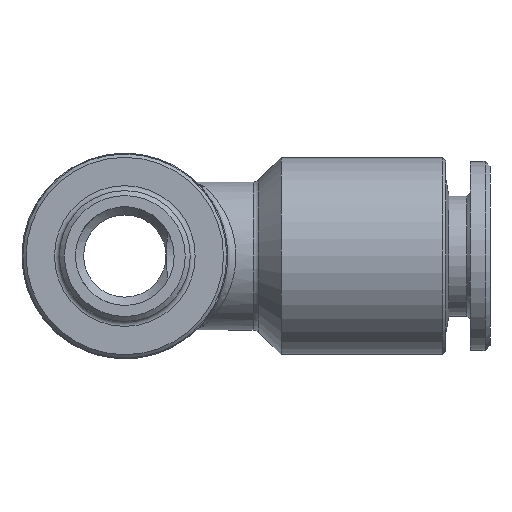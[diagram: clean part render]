
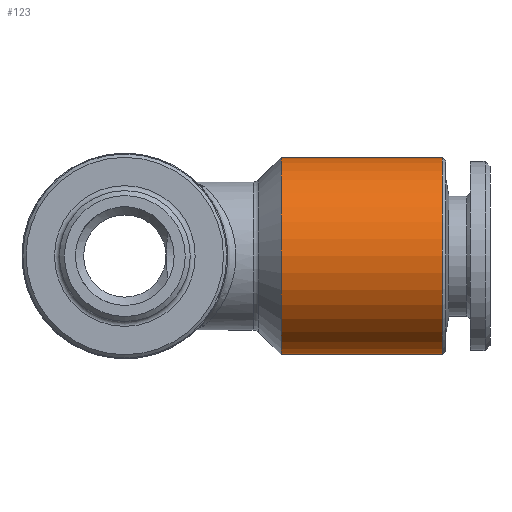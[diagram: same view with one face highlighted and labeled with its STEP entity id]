
A CAD part, front view. The second image highlights one B-rep face of the part: STEP entity #123.
In plain terms, the highlighted cylindrical face has radius 6 mm (diameter 12 mm), a full revolution.
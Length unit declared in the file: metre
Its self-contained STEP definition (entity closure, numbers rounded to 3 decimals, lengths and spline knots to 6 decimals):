
#123 = ADVANCED_FACE( 'NONE', ( #298, #299 ), #300, .T. );
#298 = FACE_OUTER_BOUND( '', #628, .T. );
#299 = FACE_OUTER_BOUND( '', #629, .T. );
#300 = CYLINDRICAL_SURFACE( '', #630, 0.006 );
#628 = EDGE_LOOP( '', ( #1123 ) );
#629 = EDGE_LOOP( '', ( #1124 ) );
#630 = AXIS2_PLACEMENT_3D( '', #1125, #1126, #1127 );
#1123 = ORIENTED_EDGE( '', *, *, #1472, .F. );
#1124 = ORIENTED_EDGE( '', *, *, #1473, .T. );
#1125 = CARTESIAN_POINT( '', ( 0., 0., 0. ) );
#1126 = DIRECTION( '', ( 1., 0., 0. ) );
#1127 = DIRECTION( '', ( 0., -1., 0. ) );
#1472 = EDGE_CURVE( 'NONE', #1659, #1659, #1660, .T. );
#1473 = EDGE_CURVE( 'NONE', #1661, #1661, #1662, .T. );
#1659 = VERTEX_POINT( '', #2040 );
#1660 = CIRCLE( '', #2041, 0.006 );
#1661 = VERTEX_POINT( '', #2042 );
#1662 = CIRCLE( '', #2043, 0.006 );
#2040 = CARTESIAN_POINT( '', ( 0.0095, 0., -0.006 ) );
#2041 = AXIS2_PLACEMENT_3D( '', #2386, #2387, #2388 );
#2042 = CARTESIAN_POINT( '', ( 0.0193, -0.006, 0. ) );
#2043 = AXIS2_PLACEMENT_3D( '', #2389, #2390, #2391 );
#2386 = CARTESIAN_POINT( '', ( 0.0095, 0., 0. ) );
#2387 = DIRECTION( '', ( -1., 0., 0. ) );
#2388 = DIRECTION( '', ( 0., 0., -1. ) );
#2389 = CARTESIAN_POINT( '', ( 0.0193, 0., 0. ) );
#2390 = DIRECTION( '', ( -1., 0., 0. ) );
#2391 = DIRECTION( '', ( 0., -1., 0. ) );
